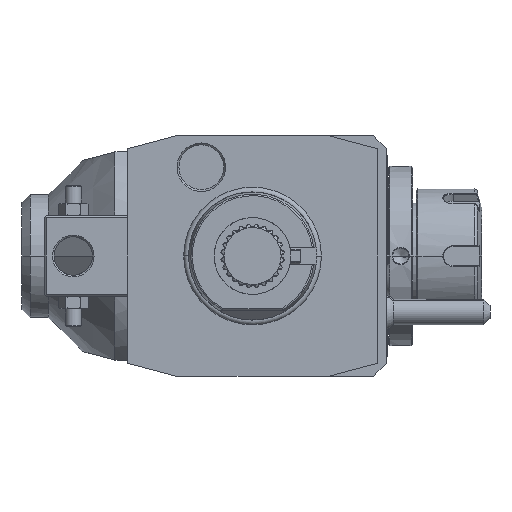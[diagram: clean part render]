
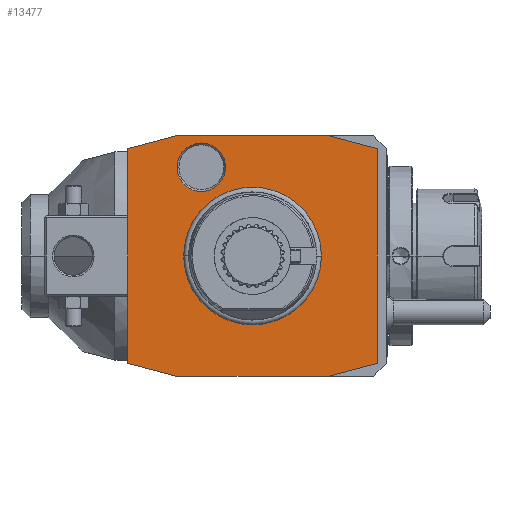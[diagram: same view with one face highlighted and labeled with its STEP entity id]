
A CAD part, front view. The second image highlights one B-rep face of the part: STEP entity #13477.
In plain terms, the highlighted planar face has unit normal (0, -1, 0).
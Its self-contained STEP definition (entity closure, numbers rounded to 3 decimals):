
#1=DIRECTION('',(0.966,0.,-0.259));
#2=VECTOR('',#1,15.529);
#3=CARTESIAN_POINT('',(-39.,0.,-33.481));
#4=LINE('',#3,#2);
#5=DIRECTION('',(0.,0.,-1.));
#6=VECTOR('',#5,66.962);
#7=CARTESIAN_POINT('',(-39.,0.,33.481));
#8=LINE('',#7,#6);
#9=DIRECTION('',(-0.966,0.,-0.259));
#10=VECTOR('',#9,15.529);
#11=CARTESIAN_POINT('',(-24.,0.,37.5));
#12=LINE('',#11,#10);
#13=DIRECTION('',(-1.,0.,0.));
#14=VECTOR('',#13,48.);
#15=CARTESIAN_POINT('',(24.,0.,37.5));
#16=LINE('',#15,#14);
#17=DIRECTION('',(-0.966,0.,0.259));
#18=VECTOR('',#17,15.529);
#19=CARTESIAN_POINT('',(39.,0.,33.481));
#20=LINE('',#19,#18);
#21=DIRECTION('',(0.,0.,1.));
#22=VECTOR('',#21,66.962);
#23=CARTESIAN_POINT('',(39.,0.,-33.481));
#24=LINE('',#23,#22);
#25=DIRECTION('',(0.966,0.,0.259));
#26=VECTOR('',#25,15.529);
#27=CARTESIAN_POINT('',(24.,0.,-37.5));
#28=LINE('',#27,#26);
#29=DIRECTION('',(1.,0.,0.));
#30=VECTOR('',#29,48.);
#31=CARTESIAN_POINT('',(-24.,0.,-37.5));
#32=LINE('',#31,#30);
#33=CARTESIAN_POINT('',(-16.,0.,27.713));
#34=DIRECTION('',(0.,1.,0.));
#35=DIRECTION('',(-1.,0.,0.));
#36=AXIS2_PLACEMENT_3D('',#33,#34,#35);
#38=CARTESIAN_POINT('',(-16.,0.,27.713));
#39=DIRECTION('',(0.,1.,0.));
#40=DIRECTION('',(1.,0.,0.));
#41=AXIS2_PLACEMENT_3D('',#38,#39,#40);
#7318=CARTESIAN_POINT('',(0.,0.,0.));
#7319=DIRECTION('',(0.,1.,0.));
#7320=DIRECTION('',(-1.,0.,0.));
#7321=AXIS2_PLACEMENT_3D('',#7318,#7319,#7320);
#7323=CARTESIAN_POINT('',(0.,0.,0.));
#7324=DIRECTION('',(0.,1.,0.));
#7325=DIRECTION('',(1.,0.,0.));
#7326=AXIS2_PLACEMENT_3D('',#7323,#7324,#7325);
#12113=CARTESIAN_POINT('',(-23.577,0.,
27.713));
#12114=CARTESIAN_POINT('',(-8.423,0.,
27.713));
#12115=VERTEX_POINT('',#12113);
#12116=VERTEX_POINT('',#12114);
#13027=CARTESIAN_POINT('',(-39.,0.,-33.481));
#13028=CARTESIAN_POINT('',(-24.,0.,-37.5));
#13029=VERTEX_POINT('',#13027);
#13030=VERTEX_POINT('',#13028);
#13031=CARTESIAN_POINT('',(24.,0.,-37.5));
#13032=VERTEX_POINT('',#13031);
#13033=CARTESIAN_POINT('',(39.,0.,-33.481));
#13034=VERTEX_POINT('',#13033);
#13035=CARTESIAN_POINT('',(39.,0.,33.481));
#13036=VERTEX_POINT('',#13035);
#13037=CARTESIAN_POINT('',(24.,0.,37.5));
#13038=VERTEX_POINT('',#13037);
#13039=CARTESIAN_POINT('',(-24.,0.,37.5));
#13040=VERTEX_POINT('',#13039);
#13041=CARTESIAN_POINT('',(-39.,0.,33.481));
#13042=VERTEX_POINT('',#13041);
#13308=CARTESIAN_POINT('',(-21.137,0.,0.));
#13309=CARTESIAN_POINT('',(21.137,0.,0.));
#13310=VERTEX_POINT('',#13308);
#13311=VERTEX_POINT('',#13309);
#13442=CARTESIAN_POINT('',(0.,0.,0.));
#13443=DIRECTION('',(0.,-1.,0.));
#13444=DIRECTION('',(-1.,0.,0.));
#13445=AXIS2_PLACEMENT_3D('',#13442,#13443,#13444);
#13446=PLANE('',#13445);
#13448=ORIENTED_EDGE('',*,*,#13447,.F.);
#13450=ORIENTED_EDGE('',*,*,#13449,.F.);
#13452=ORIENTED_EDGE('',*,*,#13451,.F.);
#13454=ORIENTED_EDGE('',*,*,#13453,.F.);
#13456=ORIENTED_EDGE('',*,*,#13455,.F.);
#13458=ORIENTED_EDGE('',*,*,#13457,.F.);
#13460=ORIENTED_EDGE('',*,*,#13459,.F.);
#13462=ORIENTED_EDGE('',*,*,#13461,.F.);
#13463=EDGE_LOOP('',(#13448,#13450,#13452,#13454,#13456,#13458,#13460,#13462));
#13464=FACE_OUTER_BOUND('',#13463,.F.);
#13466=ORIENTED_EDGE('',*,*,#13465,.F.);
#13468=ORIENTED_EDGE('',*,*,#13467,.F.);
#13469=EDGE_LOOP('',(#13466,#13468));
#13470=FACE_BOUND('',#13469,.F.);
#13472=ORIENTED_EDGE('',*,*,#13471,.F.);
#13474=ORIENTED_EDGE('',*,*,#13473,.F.);
#13475=EDGE_LOOP('',(#13472,#13474));
#13476=FACE_BOUND('',#13475,.F.);
#37=CIRCLE('',#36,7.577);
#42=CIRCLE('',#41,7.577);
#7322=CIRCLE('',#7321,21.137);
#7327=CIRCLE('',#7326,21.137);
#13447=EDGE_CURVE('',#13029,#13030,#4,.T.);
#13449=EDGE_CURVE('',#13042,#13029,#8,.T.);
#13451=EDGE_CURVE('',#13040,#13042,#12,.T.);
#13453=EDGE_CURVE('',#13038,#13040,#16,.T.);
#13455=EDGE_CURVE('',#13036,#13038,#20,.T.);
#13457=EDGE_CURVE('',#13034,#13036,#24,.T.);
#13459=EDGE_CURVE('',#13032,#13034,#28,.T.);
#13461=EDGE_CURVE('',#13030,#13032,#32,.T.);
#13465=EDGE_CURVE('',#13310,#13311,#7322,.T.);
#13467=EDGE_CURVE('',#13311,#13310,#7327,.T.);
#13471=EDGE_CURVE('',#12115,#12116,#37,.T.);
#13473=EDGE_CURVE('',#12116,#12115,#42,.T.);
#13477=ADVANCED_FACE('',(#13464,#13470,#13476),#13446,.T.);
